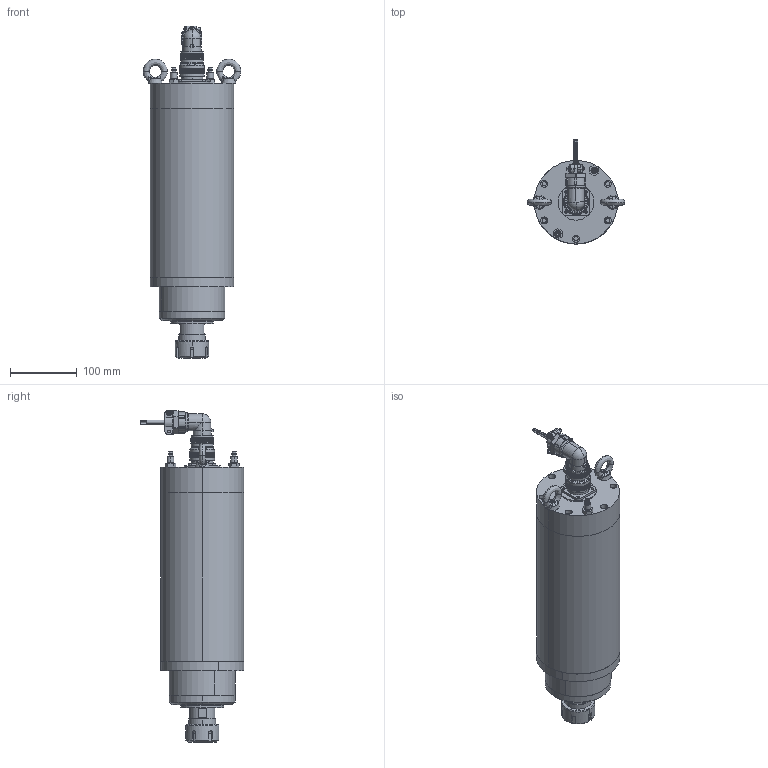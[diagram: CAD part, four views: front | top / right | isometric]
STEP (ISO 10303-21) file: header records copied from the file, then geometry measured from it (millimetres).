
FILE_DESCRIPTION (( 'STEP AP214' ), '1' );
FILE_NAME ('GDK125-30Z-7.5-4P.STEP', '2024-07-30T00:59:45', ( '00' ), ( '' ), 'SwSTEP 2.0', 'SolidWorks 2018', '' );
FILE_SCHEMA (( 'AUTOMOTIVE_DESIGN' ));
Length unit declared in the file: millimetre
Products named in the file (12): 阨郲30.5ㄗM10ㄘ; YD28脣釱; YD28瑤脣; ER32-12 粟俶芠標; GDK125-30Z-7.5-4P前螺母; GDK125-30Z-7.5-4P儂褲; GDK125-30Z-7.5-4P堤盄釱; GDK125-30Z-7.5-4P傷裔; ER32樓綠蹟簽; YD28脣芛; GDK125-30Z-7.5-4P; GB 825-88________M8__16(20__).STEP
Assembly tree (14 placements, depth 3):
  GDK125-30Z-7.5-4P
    GDK125-30Z-7.5-4P儂褲
    GDK125-30Z-7.5-4P堤盄釱
    GDK125-30Z-7.5-4P傷裔
    GDK125-30Z-7.5-4P前螺母
    ER32-12 粟俶芠標
    ER32樓綠蹟簽
    YD28瑤脣
      YD28脣釱
      YD28脣芛
    GB 825-88________M8__16(20__).STEP  x2
    阨郲30.5ㄗM10ㄘ  x3
Bounding box: 146.2 x 155.77 x 498 mm (x, y, z)
Volume: 4289567.5 mm3; surface area: 306025.8 mm2
Topology: 15 solids, 15 shells, 1760 faces, 4708 edges, 3055 vertices
Faces by surface type: cylinder 796, plane 711, cone 205, bspline 25, sphere 14, torus 9
Entity records: 66453 total; most frequent: CARTESIAN_POINT 22905, ORIENTED_EDGE 9008, DIRECTION 7644, EDGE_CURVE 4504, AXIS2_PLACEMENT_3D 3002, VERTEX_POINT 2933, EDGE_LOOP 1815, FACE_OUTER_BOUND 1683
